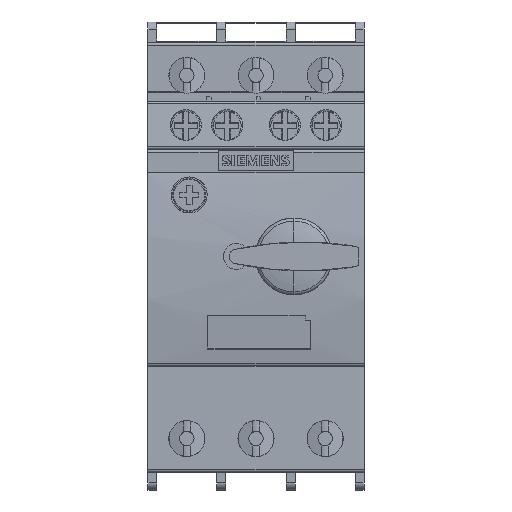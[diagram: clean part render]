
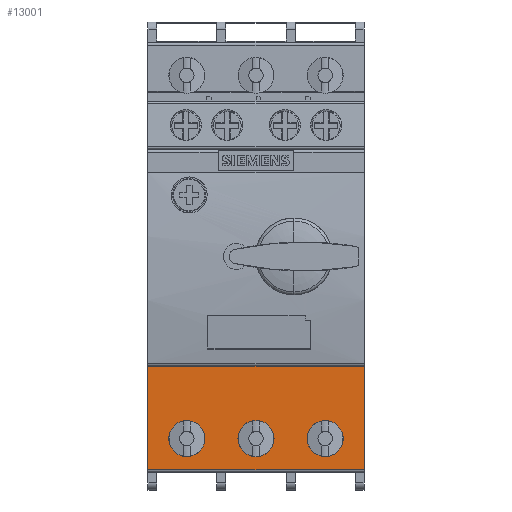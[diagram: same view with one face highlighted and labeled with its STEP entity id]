
A CAD part, front view. The second image highlights one B-rep face of the part: STEP entity #13001.
In plain terms, the highlighted planar face has unit normal (0, -1, 0).
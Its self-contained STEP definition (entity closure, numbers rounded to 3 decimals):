
#4945=EDGE_CURVE('',#9373,#8631,#14731,.T.);
#5011=EDGE_CURVE('',#8631,#9373,#14801,.T.);
#6389=EDGE_CURVE('',#13261,#6773,#16313,.T.);
#6563=VERTEX_POINT('',#16499);
#6773=VERTEX_POINT('',#16719);
#7033=VERTEX_POINT('',#16999);
#7203=VERTEX_POINT('',#17184);
#7865=EDGE_CURVE('',#6773,#13261,#17906,.T.);
#8631=VERTEX_POINT('',#18724);
#9373=VERTEX_POINT('',#19527);
#9999=EDGE_CURVE('',#13439,#7203,#20204,.T.);
#11359=EDGE_CURVE('',#7033,#11643,#21693,.T.);
#11643=VERTEX_POINT('',#21999);
#12191=VERTEX_POINT('',#22598);
#12535=EDGE_CURVE('',#11643,#7033,#22977,.T.);
#12731=EDGE_CURVE('',#6563,#7203,#23182,.T.);
#13001=ADVANCED_FACE('',(#23470,#23471,#23472,#23473),#23474,.T.);
#13229=EDGE_CURVE('',#12191,#13439,#23719,.T.);
#13261=VERTEX_POINT('',#23755);
#13439=VERTEX_POINT('',#23954);
#14367=EDGE_CURVE('',#12191,#6563,#24975,.T.);
#14731=CIRCLE('',#25394,3.75);
#14801=CIRCLE('',#25542,3.75);
#16313=CIRCLE('',#27975,3.75);
#16499=CARTESIAN_POINT('',(22.5,-61.1,-43.75));
#16719=CARTESIAN_POINT('',(0.,-61.1,-41.05));
#16999=CARTESIAN_POINT('',(-14.4,-61.1,-33.55));
#17184=CARTESIAN_POINT('',(-22.5,-61.1,-43.75));
#17906=CIRCLE('',#30506,3.75);
#18724=CARTESIAN_POINT('',(14.4,-61.1,-33.55));
#19527=CARTESIAN_POINT('',(14.4,-61.1,-41.05));
#20204=LINE('',#34289,#34290);
#21693=CIRCLE('',#36816,3.75);
#21999=CARTESIAN_POINT('',(-14.4,-61.1,-41.05));
#22598=CARTESIAN_POINT('',(22.5,-61.1,-22.25));
#22977=CIRCLE('',#38829,3.75);
#23182=LINE('',#39151,#39152);
#23470=FACE_BOUND('',#39722,.T.);
#23471=FACE_BOUND('',#39723,.T.);
#23472=FACE_BOUND('',#39724,.T.);
#23473=FACE_OUTER_BOUND('',#39725,.T.);
#23474=PLANE('',#39726);
#23719=LINE('',#40076,#40077);
#23755=CARTESIAN_POINT('',(0.,-61.1,-33.55));
#23954=CARTESIAN_POINT('',(-22.5,-61.1,-22.25));
#24975=LINE('',#42086,#42087);
#25394=AXIS2_PLACEMENT_3D('',#42649,#42650,#42651);
#25542=AXIS2_PLACEMENT_3D('',#42705,#42706,#42707);
#27975=AXIS2_PLACEMENT_3D('',#44490,#44491,#44492);
#30506=AXIS2_PLACEMENT_3D('',#46053,#46054,#46055);
#34289=CARTESIAN_POINT('',(-22.5,-61.1,-22.25));
#34290=VECTOR('',#48378,1.0);
#36816=AXIS2_PLACEMENT_3D('',#50157,#50158,#50159);
#38829=AXIS2_PLACEMENT_3D('',#51641,#51642,#51643);
#39151=CARTESIAN_POINT('',(22.5,-61.1,-43.75));
#39152=VECTOR('',#51803,1.0);
#39722=EDGE_LOOP('',(#52048,#52049));
#39723=EDGE_LOOP('',(#52050,#52051));
#39724=EDGE_LOOP('',(#52052,#52053));
#39725=EDGE_LOOP('',(#52054,#52055,#52056,#52057));
#39726=AXIS2_PLACEMENT_3D('',#52058,#52059,#52060);
#40076=CARTESIAN_POINT('',(22.5,-61.1,-22.25));
#40077=VECTOR('',#52309,1.0);
#42086=CARTESIAN_POINT('',(22.5,-61.1,-22.25));
#42087=VECTOR('',#53827,1.0);
#42649=CARTESIAN_POINT('',(14.4,-61.1,-37.3));
#42650=DIRECTION('',(0.0,1.0,0.0));
#42651=DIRECTION('',(0.0,0.0,1.0));
#42705=CARTESIAN_POINT('',(14.4,-61.1,-37.3));
#42706=DIRECTION('',(0.0,1.0,0.0));
#42707=DIRECTION('',(0.0,0.0,1.0));
#44490=CARTESIAN_POINT('',(0.0,-61.1,-37.3));
#44491=DIRECTION('',(0.0,1.0,0.0));
#44492=DIRECTION('',(0.0,0.0,1.0));
#46053=CARTESIAN_POINT('',(0.0,-61.1,-37.3));
#46054=DIRECTION('',(0.0,1.0,0.0));
#46055=DIRECTION('',(0.0,0.0,1.0));
#48378=DIRECTION('',(0.0,0.0,-1.0));
#50157=CARTESIAN_POINT('',(-14.4,-61.1,-37.3));
#50158=DIRECTION('',(0.0,1.0,0.0));
#50159=DIRECTION('',(0.0,0.0,1.0));
#51641=CARTESIAN_POINT('',(-14.4,-61.1,-37.3));
#51642=DIRECTION('',(0.0,1.0,0.0));
#51643=DIRECTION('',(0.0,0.0,1.0));
#51803=DIRECTION('',(-1.0,0.0,0.0));
#52048=ORIENTED_EDGE('',*,*,#12535,.T.);
#52049=ORIENTED_EDGE('',*,*,#11359,.T.);
#52050=ORIENTED_EDGE('',*,*,#7865,.T.);
#52051=ORIENTED_EDGE('',*,*,#6389,.T.);
#52052=ORIENTED_EDGE('',*,*,#4945,.T.);
#52053=ORIENTED_EDGE('',*,*,#5011,.T.);
#52054=ORIENTED_EDGE('',*,*,#9999,.T.);
#52055=ORIENTED_EDGE('',*,*,#12731,.F.);
#52056=ORIENTED_EDGE('',*,*,#14367,.F.);
#52057=ORIENTED_EDGE('',*,*,#13229,.T.);
#52058=CARTESIAN_POINT('',(22.5,-61.1,-22.25));
#52059=DIRECTION('',(0.0,-1.0,0.0));
#52060=DIRECTION('',(0.0,0.0,1.0));
#52309=DIRECTION('',(-1.0,0.0,0.0));
#53827=DIRECTION('',(0.0,0.0,-1.0));
